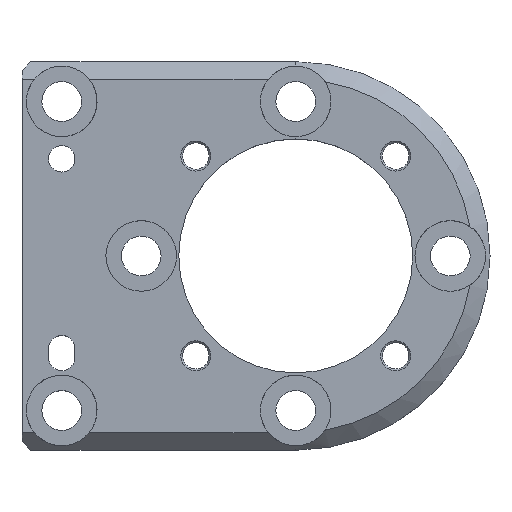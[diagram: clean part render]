
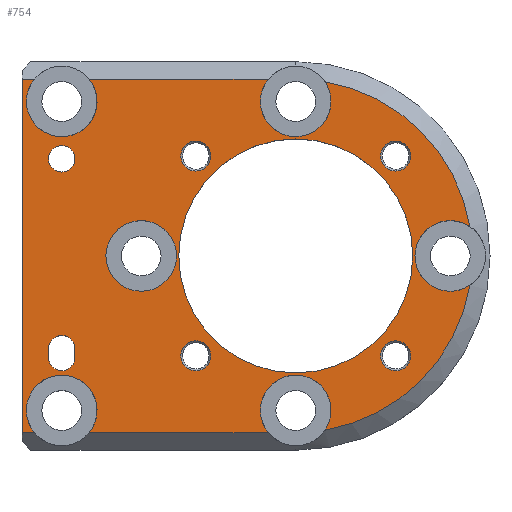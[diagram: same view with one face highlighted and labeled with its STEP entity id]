
A CAD part, top view. The second image highlights one B-rep face of the part: STEP entity #754.
In plain terms, the highlighted planar face has unit normal (0, 0, 1).
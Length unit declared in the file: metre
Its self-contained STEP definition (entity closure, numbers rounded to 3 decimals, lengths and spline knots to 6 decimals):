
#52=LINE('',#1186,#84);
#53=LINE('',#1190,#85);
#54=LINE('',#1192,#86);
#55=LINE('',#1194,#87);
#56=LINE('',#1198,#88);
#57=LINE('',#1214,#89);
#58=LINE('',#1218,#90);
#84=VECTOR('',#939,1.);
#85=VECTOR('',#942,1.);
#86=VECTOR('',#943,1.);
#87=VECTOR('',#944,1.);
#88=VECTOR('',#947,1.);
#89=VECTOR('',#962,1.);
#90=VECTOR('',#965,1.);
#116=ORIENTED_EDGE('',*,*,#302,.T.);
#117=ORIENTED_EDGE('',*,*,#303,.T.);
#118=ORIENTED_EDGE('',*,*,#304,.T.);
#119=ORIENTED_EDGE('',*,*,#305,.T.);
#120=ORIENTED_EDGE('',*,*,#306,.F.);
#121=ORIENTED_EDGE('',*,*,#307,.T.);
#122=ORIENTED_EDGE('',*,*,#308,.T.);
#123=ORIENTED_EDGE('',*,*,#309,.T.);
#124=ORIENTED_EDGE('',*,*,#310,.T.);
#125=ORIENTED_EDGE('',*,*,#311,.T.);
#126=ORIENTED_EDGE('',*,*,#312,.T.);
#127=ORIENTED_EDGE('',*,*,#313,.T.);
#128=ORIENTED_EDGE('',*,*,#314,.T.);
#129=ORIENTED_EDGE('',*,*,#315,.T.);
#130=ORIENTED_EDGE('',*,*,#316,.T.);
#131=ORIENTED_EDGE('',*,*,#317,.T.);
#132=ORIENTED_EDGE('',*,*,#318,.T.);
#133=ORIENTED_EDGE('',*,*,#319,.T.);
#134=ORIENTED_EDGE('',*,*,#320,.F.);
#135=ORIENTED_EDGE('',*,*,#321,.F.);
#136=ORIENTED_EDGE('',*,*,#322,.T.);
#137=ORIENTED_EDGE('',*,*,#323,.F.);
#138=ORIENTED_EDGE('',*,*,#324,.F.);
#302=EDGE_CURVE('',#395,#395,#472,.F.);
#303=EDGE_CURVE('',#396,#396,#473,.F.);
#304=EDGE_CURVE('',#397,#397,#474,.F.);
#305=EDGE_CURVE('',#398,#398,#475,.F.);
#306=EDGE_CURVE('',#399,#399,#476,.T.);
#307=EDGE_CURVE('',#400,#401,#477,.T.);
#308=EDGE_CURVE('',#401,#402,#52,.T.);
#309=EDGE_CURVE('',#402,#403,#478,.T.);
#310=EDGE_CURVE('',#403,#404,#53,.T.);
#311=EDGE_CURVE('',#404,#405,#54,.T.);
#312=EDGE_CURVE('',#405,#406,#55,.T.);
#313=EDGE_CURVE('',#406,#407,#479,.T.);
#314=EDGE_CURVE('',#407,#408,#56,.T.);
#315=EDGE_CURVE('',#408,#409,#480,.T.);
#316=EDGE_CURVE('',#409,#410,#481,.T.);
#317=EDGE_CURVE('',#410,#411,#482,.T.);
#318=EDGE_CURVE('',#411,#400,#483,.T.);
#319=EDGE_CURVE('',#412,#412,#484,.T.);
#320=EDGE_CURVE('',#413,#413,#485,.T.);
#321=EDGE_CURVE('',#414,#415,#486,.T.);
#322=EDGE_CURVE('',#414,#416,#57,.T.);
#323=EDGE_CURVE('',#417,#416,#487,.T.);
#324=EDGE_CURVE('',#415,#417,#58,.T.);
#395=VERTEX_POINT('',#1174);
#396=VERTEX_POINT('',#1176);
#397=VERTEX_POINT('',#1178);
#398=VERTEX_POINT('',#1180);
#399=VERTEX_POINT('',#1182);
#400=VERTEX_POINT('',#1184);
#401=VERTEX_POINT('',#1185);
#402=VERTEX_POINT('',#1187);
#403=VERTEX_POINT('',#1189);
#404=VERTEX_POINT('',#1191);
#405=VERTEX_POINT('',#1193);
#406=VERTEX_POINT('',#1195);
#407=VERTEX_POINT('',#1197);
#408=VERTEX_POINT('',#1199);
#409=VERTEX_POINT('',#1201);
#410=VERTEX_POINT('',#1203);
#411=VERTEX_POINT('',#1205);
#412=VERTEX_POINT('',#1208);
#413=VERTEX_POINT('',#1210);
#414=VERTEX_POINT('',#1212);
#415=VERTEX_POINT('',#1213);
#416=VERTEX_POINT('',#1215);
#417=VERTEX_POINT('',#1217);
#472=CIRCLE('',#817,0.0017);
#473=CIRCLE('',#818,0.0017);
#474=CIRCLE('',#819,0.0017);
#475=CIRCLE('',#820,0.0017);
#476=CIRCLE('',#821,0.0015);
#477=CIRCLE('',#822,0.004);
#478=CIRCLE('',#823,0.004);
#479=CIRCLE('',#824,0.004);
#480=CIRCLE('',#825,0.004);
#481=CIRCLE('',#826,0.02);
#482=CIRCLE('',#827,0.004);
#483=CIRCLE('',#828,0.02);
#484=CIRCLE('',#829,0.004);
#485=CIRCLE('',#830,0.01325);
#486=CIRCLE('',#831,0.0015);
#487=CIRCLE('',#832,0.0015);
#526=EDGE_LOOP('',(#116));
#527=EDGE_LOOP('',(#117));
#528=EDGE_LOOP('',(#118));
#529=EDGE_LOOP('',(#119));
#530=EDGE_LOOP('',(#120));
#531=EDGE_LOOP('',(#121,#122,#123,#124,#125,#126,#127,#128,#129,#130,#131,
#132));
#532=EDGE_LOOP('',(#133));
#533=EDGE_LOOP('',(#134));
#534=EDGE_LOOP('',(#135,#136,#137,#138));
#630=FACE_BOUND('',#526,.T.);
#631=FACE_BOUND('',#527,.T.);
#632=FACE_BOUND('',#528,.T.);
#633=FACE_BOUND('',#529,.T.);
#634=FACE_BOUND('',#530,.T.);
#635=FACE_BOUND('',#531,.T.);
#636=FACE_BOUND('',#532,.T.);
#637=FACE_BOUND('',#533,.T.);
#638=FACE_BOUND('',#534,.T.);
#736=PLANE('',#816);
#754=ADVANCED_FACE('',(#630,#631,#632,#633,#634,#635,#636,#637,#638),#736,
 .T.);
#816=AXIS2_PLACEMENT_3D('',#1172,#925,#926);
#817=AXIS2_PLACEMENT_3D('',#1173,#927,#928);
#818=AXIS2_PLACEMENT_3D('',#1175,#929,#930);
#819=AXIS2_PLACEMENT_3D('',#1177,#931,#932);
#820=AXIS2_PLACEMENT_3D('',#1179,#933,#934);
#821=AXIS2_PLACEMENT_3D('',#1181,#935,#936);
#822=AXIS2_PLACEMENT_3D('',#1183,#937,#938);
#823=AXIS2_PLACEMENT_3D('',#1188,#940,#941);
#824=AXIS2_PLACEMENT_3D('',#1196,#945,#946);
#825=AXIS2_PLACEMENT_3D('',#1200,#948,#949);
#826=AXIS2_PLACEMENT_3D('',#1202,#950,#951);
#827=AXIS2_PLACEMENT_3D('',#1204,#952,#953);
#828=AXIS2_PLACEMENT_3D('',#1206,#954,#955);
#829=AXIS2_PLACEMENT_3D('',#1207,#956,#957);
#830=AXIS2_PLACEMENT_3D('',#1209,#958,#959);
#831=AXIS2_PLACEMENT_3D('',#1211,#960,#961);
#832=AXIS2_PLACEMENT_3D('',#1216,#963,#964);
#925=DIRECTION('',(0.,0.,1.));
#926=DIRECTION('',(1.,0.,0.));
#927=DIRECTION('',(0.,0.,1.));
#928=DIRECTION('',(1.,0.,0.));
#929=DIRECTION('',(0.,0.,1.));
#930=DIRECTION('',(1.,0.,0.));
#931=DIRECTION('',(0.,0.,1.));
#932=DIRECTION('',(1.,0.,0.));
#933=DIRECTION('',(0.,0.,1.));
#934=DIRECTION('',(1.,0.,0.));
#935=DIRECTION('',(0.,0.,1.));
#936=DIRECTION('',(1.,0.,0.));
#937=DIRECTION('',(0.,0.,-1.));
#938=DIRECTION('',(-1.,0.,0.));
#939=DIRECTION('',(-1.,0.,0.));
#940=DIRECTION('',(0.,0.,-1.));
#941=DIRECTION('',(-1.,0.,0.));
#942=DIRECTION('',(-1.,0.,0.));
#943=DIRECTION('',(0.,-1.,0.));
#944=DIRECTION('',(1.,0.,0.));
#945=DIRECTION('',(0.,0.,-1.));
#946=DIRECTION('',(-1.,0.,0.));
#947=DIRECTION('',(1.,0.,0.));
#948=DIRECTION('',(0.,0.,-1.));
#949=DIRECTION('',(-1.,0.,0.));
#950=DIRECTION('',(0.,0.,1.));
#951=DIRECTION('',(1.,0.,0.));
#952=DIRECTION('',(0.,0.,-1.));
#953=DIRECTION('',(-1.,0.,0.));
#954=DIRECTION('',(0.,0.,1.));
#955=DIRECTION('',(1.,0.,0.));
#956=DIRECTION('',(0.,0.,-1.));
#957=DIRECTION('',(-1.,0.,0.));
#958=DIRECTION('',(0.,0.,1.));
#959=DIRECTION('',(1.,0.,0.));
#960=DIRECTION('',(0.,0.,1.));
#961=DIRECTION('',(1.,0.,0.));
#962=DIRECTION('',(0.,-1.,0.));
#963=DIRECTION('',(0.,0.,1.));
#964=DIRECTION('',(1.,0.,0.));
#965=DIRECTION('',(0.,-1.,0.));
#1172=CARTESIAN_POINT('',(-0.0045,0.,0.009));
#1173=CARTESIAN_POINT('',(0.011314,0.011314,0.009));
#1174=CARTESIAN_POINT('',(0.013014,0.011314,0.009));
#1175=CARTESIAN_POINT('',(0.011314,-0.011314,0.009));
#1176=CARTESIAN_POINT('',(0.013014,-0.011314,0.009));
#1177=CARTESIAN_POINT('',(-0.011314,-0.011314,0.009));
#1178=CARTESIAN_POINT('',(-0.009614,-0.011314,0.009));
#1179=CARTESIAN_POINT('',(-0.011314,0.011314,0.009));
#1180=CARTESIAN_POINT('',(-0.009614,0.011314,0.009));
#1181=CARTESIAN_POINT('',(-0.0265,0.011,0.009));
#1182=CARTESIAN_POINT('',(-0.025,0.011,0.009));
#1183=CARTESIAN_POINT('',(0.,0.0175,0.009));
#1184=CARTESIAN_POINT('',(0.003326,0.019721,0.009));
#1185=CARTESIAN_POINT('',(-0.003122,0.02,0.009));
#1186=CARTESIAN_POINT('',(-0.031,0.02,0.009));
#1187=CARTESIAN_POINT('',(-0.023378,0.02,0.009));
#1188=CARTESIAN_POINT('',(-0.0265,0.0175,0.009));
#1189=CARTESIAN_POINT('',(-0.029622,0.02,0.009));
#1190=CARTESIAN_POINT('',(-0.031,0.02,0.009));
#1191=CARTESIAN_POINT('',(-0.031,0.02,0.009));
#1192=CARTESIAN_POINT('',(-0.031,0.,0.009));
#1193=CARTESIAN_POINT('',(-0.031,-0.02,0.009));
#1194=CARTESIAN_POINT('',(-0.0045,-0.02,0.009));
#1195=CARTESIAN_POINT('',(-0.029622,-0.02,0.009));
#1196=CARTESIAN_POINT('',(-0.0265,-0.0175,0.009));
#1197=CARTESIAN_POINT('',(-0.023378,-0.02,0.009));
#1198=CARTESIAN_POINT('',(-0.0045,-0.02,0.009));
#1199=CARTESIAN_POINT('',(-0.003122,-0.02,0.009));
#1200=CARTESIAN_POINT('',(0.,-0.0175,0.009));
#1201=CARTESIAN_POINT('',(0.003326,-0.019721,0.009));
#1202=CARTESIAN_POINT('',(0.,0.,0.009));
#1203=CARTESIAN_POINT('',(0.019721,-0.003326,0.009));
#1204=CARTESIAN_POINT('',(0.0175,0.,0.009));
#1205=CARTESIAN_POINT('',(0.019721,0.003326,0.009));
#1206=CARTESIAN_POINT('',(0.,0.,0.009));
#1207=CARTESIAN_POINT('',(-0.0175,0.,0.009));
#1208=CARTESIAN_POINT('',(-0.0215,0.,0.009));
#1209=CARTESIAN_POINT('',(0.,0.,0.009));
#1210=CARTESIAN_POINT('',(0.01325,0.,0.009));
#1211=CARTESIAN_POINT('',(-0.0265,-0.0105,0.009));
#1212=CARTESIAN_POINT('',(-0.025,-0.0105,0.009));
#1213=CARTESIAN_POINT('',(-0.028,-0.0105,0.009));
#1214=CARTESIAN_POINT('',(-0.025,0.,0.009));
#1215=CARTESIAN_POINT('',(-0.025,-0.0115,0.009));
#1216=CARTESIAN_POINT('',(-0.0265,-0.0115,0.009));
#1217=CARTESIAN_POINT('',(-0.028,-0.0115,0.009));
#1218=CARTESIAN_POINT('',(-0.028,0.,0.009));
